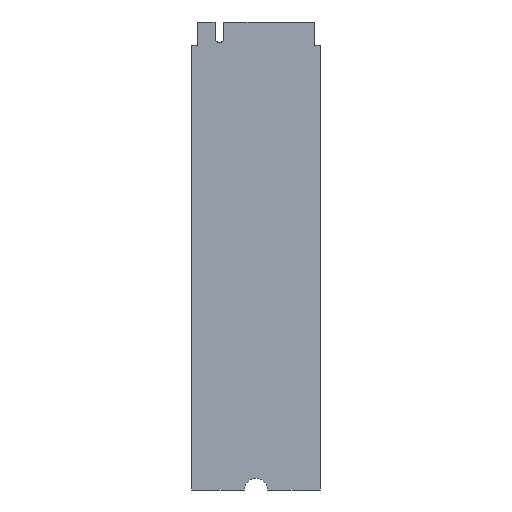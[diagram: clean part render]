
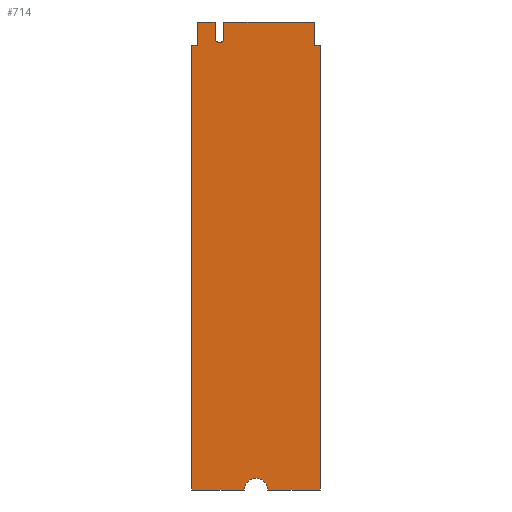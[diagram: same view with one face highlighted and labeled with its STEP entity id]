
A CAD part, front view. The second image highlights one B-rep face of the part: STEP entity #714.
In plain terms, the highlighted planar face has unit normal (0, -1, 0).
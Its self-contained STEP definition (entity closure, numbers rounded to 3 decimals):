
#12 = FACE_OUTER_BOUND ( 'NONE', #1070, .T. ) ;
#32 = CARTESIAN_POINT ( 'NONE',  ( -6.2, 0., 36.5 ) ) ;
#51 = DIRECTION ( 'NONE',  ( 0., -1., 0. ) ) ;
#53 = VECTOR ( 'NONE', #498, 1000. ) ;
#56 = EDGE_CURVE ( 'NONE', #390, #939, #1417, .T. ) ;
#73 = LINE ( 'NONE', #1732, #53 ) ;
#115 = VERTEX_POINT ( 'NONE', #1019 ) ;
#125 = ORIENTED_EDGE ( 'NONE', *, *, #854, .F. ) ;
#143 = VECTOR ( 'NONE', #1212, 1000. ) ;
#153 = ORIENTED_EDGE ( 'NONE', *, *, #1169, .F. ) ;
#182 = VECTOR ( 'NONE', #200, 1000. ) ;
#190 = LINE ( 'NONE', #1296, #182 ) ;
#199 = AXIS2_PLACEMENT_3D ( 'NONE', #599, #1423, #990 ) ;
#200 = DIRECTION ( 'NONE',  ( 1., 0., 0. ) ) ;
#230 = ORIENTED_EDGE ( 'NONE', *, *, #525, .F. ) ;
#239 = DIRECTION ( 'NONE',  ( 1., 0., 0. ) ) ;
#242 = VERTEX_POINT ( 'NONE', #1380 ) ;
#255 = VERTEX_POINT ( 'NONE', #882 ) ;
#263 = DIRECTION ( 'NONE',  ( -1., 0., 0. ) ) ;
#269 = VECTOR ( 'NONE', #954, 1000. ) ;
#287 = EDGE_CURVE ( 'NONE', #1558, #939, #1381, .T. ) ;
#295 = AXIS2_PLACEMENT_3D ( 'NONE', #576, #1266, #1134 ) ;
#318 = VERTEX_POINT ( 'NONE', #1791 ) ;
#332 = DIRECTION ( 'NONE',  ( 1., 0., 0. ) ) ;
#337 = CARTESIAN_POINT ( 'NONE',  ( -10., 0., 40. ) ) ;
#339 = EDGE_CURVE ( 'NONE', #344, #318, #462, .T. ) ;
#342 = CARTESIAN_POINT ( 'NONE',  ( -11., 0., -40. ) ) ;
#344 = VERTEX_POINT ( 'NONE', #1018 ) ;
#390 = VERTEX_POINT ( 'NONE', #584 ) ;
#398 = EDGE_CURVE ( 'NONE', #686, #344, #683, .T. ) ;
#402 = ORIENTED_EDGE ( 'NONE', *, *, #398, .F. ) ;
#405 = CARTESIAN_POINT ( 'NONE',  ( 11., 0., -40. ) ) ;
#406 = DIRECTION ( 'NONE',  ( 0., 0., 1. ) ) ;
#438 = CARTESIAN_POINT ( 'NONE',  ( 11., 0., -40. ) ) ;
#445 = CARTESIAN_POINT ( 'NONE',  ( -5.5, 0., 40. ) ) ;
#446 = VECTOR ( 'NONE', #507, 1000. ) ;
#450 = VERTEX_POINT ( 'NONE', #1438 ) ;
#462 = LINE ( 'NONE', #445, #648 ) ;
#480 = CARTESIAN_POINT ( 'NONE',  ( -10., 0., 36. ) ) ;
#498 = DIRECTION ( 'NONE',  ( 0., 0., -1. ) ) ;
#507 = DIRECTION ( 'NONE',  ( 1., 0., 0. ) ) ;
#512 = ORIENTED_EDGE ( 'NONE', *, *, #705, .F. ) ;
#517 = DIRECTION ( 'NONE',  ( 1., 0., 0. ) ) ;
#525 = EDGE_CURVE ( 'NONE', #1718, #115, #73, .T. ) ;
#561 = CIRCLE ( 'NONE', #199, 2. ) ;
#576 = CARTESIAN_POINT ( 'NONE',  ( -6.2, 0., 37.2 ) ) ;
#584 = CARTESIAN_POINT ( 'NONE',  ( 0., 0., -38. ) ) ;
#595 = DIRECTION ( 'NONE',  ( 0., 0., 1. ) ) ;
#599 = CARTESIAN_POINT ( 'NONE',  ( 0., 0., -40. ) ) ;
#602 = LINE ( 'NONE', #1155, #945 ) ;
#603 = DIRECTION ( 'NONE',  ( 0., 0., 1. ) ) ;
#618 = ORIENTED_EDGE ( 'NONE', *, *, #56, .T. ) ;
#629 = DIRECTION ( 'NONE',  ( 0., 0., 1. ) ) ;
#638 = AXIS2_PLACEMENT_3D ( 'NONE', #1100, #1238, #406 ) ;
#642 = EDGE_CURVE ( 'NONE', #450, #686, #947, .T. ) ;
#644 = CARTESIAN_POINT ( 'NONE',  ( -11., 0., 36. ) ) ;
#648 = VECTOR ( 'NONE', #595, 1000. ) ;
#651 = EDGE_CURVE ( 'NONE', #242, #963, #1630, .T. ) ;
#683 = CIRCLE ( 'NONE', #1767, 0.7 ) ;
#685 = VECTOR ( 'NONE', #332, 1000. ) ;
#686 = VERTEX_POINT ( 'NONE', #32 ) ;
#705 = EDGE_CURVE ( 'NONE', #968, #1558, #602, .T. ) ;
#707 = CIRCLE ( 'NONE', #1453, 0.7 ) ;
#714 = ADVANCED_FACE ( 'NONE', ( #12 ), #1251, .F. ) ;
#715 = ORIENTED_EDGE ( 'NONE', *, *, #1532, .F. ) ;
#802 = EDGE_CURVE ( 'NONE', #255, #1157, #1161, .T. ) ;
#807 = ORIENTED_EDGE ( 'NONE', *, *, #287, .F. ) ;
#833 = ORIENTED_EDGE ( 'NONE', *, *, #642, .F. ) ;
#854 = EDGE_CURVE ( 'NONE', #115, #450, #707, .T. ) ;
#877 = ORIENTED_EDGE ( 'NONE', *, *, #339, .F. ) ;
#882 = CARTESIAN_POINT ( 'NONE',  ( -10., 0., 36. ) ) ;
#939 = VERTEX_POINT ( 'NONE', #1669 ) ;
#940 = CARTESIAN_POINT ( 'NONE',  ( -6.3, 0., 37.2 ) ) ;
#945 = VECTOR ( 'NONE', #1683, 1000. ) ;
#946 = CARTESIAN_POINT ( 'NONE',  ( 10., 0., 36. ) ) ;
#947 = LINE ( 'NONE', #1486, #1594 ) ;
#954 = DIRECTION ( 'NONE',  ( 0., 0., 1. ) ) ;
#957 = CARTESIAN_POINT ( 'NONE',  ( 11., 0., -40. ) ) ;
#961 = ORIENTED_EDGE ( 'NONE', *, *, #1277, .F. ) ;
#963 = VERTEX_POINT ( 'NONE', #342 ) ;
#968 = VERTEX_POINT ( 'NONE', #1583 ) ;
#980 = EDGE_CURVE ( 'NONE', #1254, #255, #1574, .T. ) ;
#990 = DIRECTION ( 'NONE',  ( 0., 0., 1. ) ) ;
#1018 = CARTESIAN_POINT ( 'NONE',  ( -5.5, 0., 37.2 ) ) ;
#1019 = CARTESIAN_POINT ( 'NONE',  ( -7., 0., 37.2 ) ) ;
#1054 = LINE ( 'NONE', #1581, #1432 ) ;
#1060 = DIRECTION ( 'NONE',  ( 0., 0., -1. ) ) ;
#1065 = CARTESIAN_POINT ( 'NONE',  ( 10., 0., 40. ) ) ;
#1070 = EDGE_LOOP ( 'NONE', ( #1768, #1282, #618, #807, #512, #961, #1098, #153, #877, #402, #833, #125, #230, #1332, #1159, #1166, #715 ) ) ;
#1098 = ORIENTED_EDGE ( 'NONE', *, *, #1196, .F. ) ;
#1100 = CARTESIAN_POINT ( 'NONE',  ( 0., 0., -40. ) ) ;
#1134 = DIRECTION ( 'NONE',  ( 0., 0., 1. ) ) ;
#1139 = CARTESIAN_POINT ( 'NONE',  ( -6.2, 0., 37.2 ) ) ;
#1155 = CARTESIAN_POINT ( 'NONE',  ( 11., 0., -40. ) ) ;
#1157 = VERTEX_POINT ( 'NONE', #1765 ) ;
#1159 = ORIENTED_EDGE ( 'NONE', *, *, #802, .F. ) ;
#1161 = LINE ( 'NONE', #337, #1247 ) ;
#1166 = ORIENTED_EDGE ( 'NONE', *, *, #980, .F. ) ;
#1169 = EDGE_CURVE ( 'NONE', #318, #1489, #190, .T. ) ;
#1188 = LINE ( 'NONE', #1735, #446 ) ;
#1196 = EDGE_CURVE ( 'NONE', #1489, #1290, #1054, .T. ) ;
#1203 = CARTESIAN_POINT ( 'NONE',  ( -7., 0., 40. ) ) ;
#1212 = DIRECTION ( 'NONE',  ( -1., 0., 0. ) ) ;
#1238 = DIRECTION ( 'NONE',  ( 0., 1., 0. ) ) ;
#1241 = LINE ( 'NONE', #1203, #1390 ) ;
#1247 = VECTOR ( 'NONE', #1294, 1000. ) ;
#1251 = PLANE ( 'NONE',  #295 ) ;
#1254 = VERTEX_POINT ( 'NONE', #644 ) ;
#1266 = DIRECTION ( 'NONE',  ( 0., 1., 0. ) ) ;
#1277 = EDGE_CURVE ( 'NONE', #1290, #968, #1188, .T. ) ;
#1282 = ORIENTED_EDGE ( 'NONE', *, *, #1601, .T. ) ;
#1290 = VERTEX_POINT ( 'NONE', #946 ) ;
#1294 = DIRECTION ( 'NONE',  ( 0., 0., 1. ) ) ;
#1296 = CARTESIAN_POINT ( 'NONE',  ( 10., 0., 40. ) ) ;
#1332 = ORIENTED_EDGE ( 'NONE', *, *, #1346, .F. ) ;
#1346 = EDGE_CURVE ( 'NONE', #1157, #1718, #1241, .T. ) ;
#1380 = CARTESIAN_POINT ( 'NONE',  ( -2., 0., -40. ) ) ;
#1381 = LINE ( 'NONE', #438, #143 ) ;
#1390 = VECTOR ( 'NONE', #517, 1000. ) ;
#1395 = VECTOR ( 'NONE', #263, 1000. ) ;
#1417 = CIRCLE ( 'NONE', #638, 2. ) ;
#1423 = DIRECTION ( 'NONE',  ( 0., 1., 0. ) ) ;
#1432 = VECTOR ( 'NONE', #1060, 1000. ) ;
#1438 = CARTESIAN_POINT ( 'NONE',  ( -6.3, 0., 36.5 ) ) ;
#1453 = AXIS2_PLACEMENT_3D ( 'NONE', #940, #51, #629 ) ;
#1486 = CARTESIAN_POINT ( 'NONE',  ( -6.2, 0., 36.5 ) ) ;
#1489 = VERTEX_POINT ( 'NONE', #1065 ) ;
#1532 = EDGE_CURVE ( 'NONE', #963, #1254, #1638, .T. ) ;
#1558 = VERTEX_POINT ( 'NONE', #405 ) ;
#1574 = LINE ( 'NONE', #480, #685 ) ;
#1581 = CARTESIAN_POINT ( 'NONE',  ( 10., 0., 36. ) ) ;
#1583 = CARTESIAN_POINT ( 'NONE',  ( 11., 0., 36. ) ) ;
#1594 = VECTOR ( 'NONE', #239, 1000. ) ;
#1601 = EDGE_CURVE ( 'NONE', #242, #390, #561, .T. ) ;
#1630 = LINE ( 'NONE', #957, #1395 ) ;
#1638 = LINE ( 'NONE', #1773, #269 ) ;
#1669 = CARTESIAN_POINT ( 'NONE',  ( 2., 0., -40. ) ) ;
#1683 = DIRECTION ( 'NONE',  ( 0., 0., -1. ) ) ;
#1684 = DIRECTION ( 'NONE',  ( 0., -1., 0. ) ) ;
#1718 = VERTEX_POINT ( 'NONE', #1754 ) ;
#1732 = CARTESIAN_POINT ( 'NONE',  ( -7., 0., 37.2 ) ) ;
#1735 = CARTESIAN_POINT ( 'NONE',  ( 11., 0., 36. ) ) ;
#1754 = CARTESIAN_POINT ( 'NONE',  ( -7., 0., 40. ) ) ;
#1765 = CARTESIAN_POINT ( 'NONE',  ( -10., 0., 40. ) ) ;
#1767 = AXIS2_PLACEMENT_3D ( 'NONE', #1139, #1684, #603 ) ;
#1768 = ORIENTED_EDGE ( 'NONE', *, *, #651, .F. ) ;
#1773 = CARTESIAN_POINT ( 'NONE',  ( -11., 0., 36. ) ) ;
#1791 = CARTESIAN_POINT ( 'NONE',  ( -5.5, 0., 40. ) ) ;
